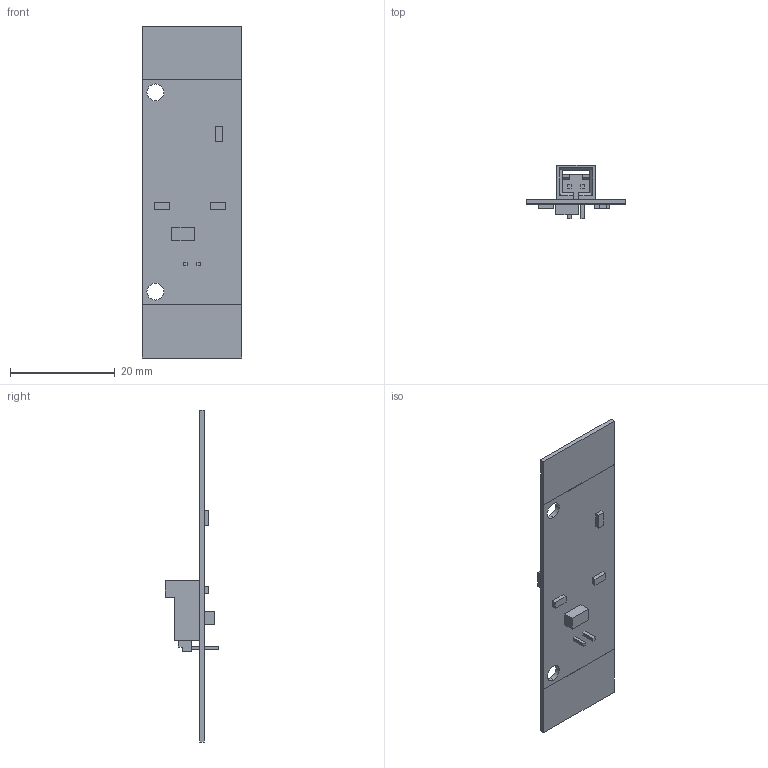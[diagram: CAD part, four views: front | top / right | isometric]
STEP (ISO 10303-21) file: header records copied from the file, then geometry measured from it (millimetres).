
FILE_DESCRIPTION (( 'STEP AP214' ), '1' );
FILE_NAME ('1SC0100P_1.STEP', '2012-03-07T16:27:12', ( '' ), ( '' ), 'SwSTEP 2.0', 'SolidWorks 2011', '' );
FILE_SCHEMA (( 'AUTOMOTIVE_DESIGN' ));
Length unit declared in the file: inch
Products named in the file (3): Molex 70553-0001_2; 1SC0100NC Positive Board_1; 1SC0100P_1
Assembly tree (2 placements, depth 2):
  1SC0100P_1
    1SC0100NC Positive Board_1
    Molex 70553-0001_2
Bounding box: 19.05 x 10.29 x 63.5 mm (x, y, z)
Volume: 1389.2 mm3; surface area: 3204.3 mm2
Topology: 2 solids, 2 shells, 124 faces, 329 edges, 216 vertices
Faces by surface type: plane 114, cylinder 10
Entity records: 5508 total; most frequent: CARTESIAN_POINT 674, ORIENTED_EDGE 658, DIRECTION 607, EDGE_CURVE 329, VECTOR 309, LINE 309, VERTEX_POINT 216, AXIS2_PLACEMENT_3D 149
